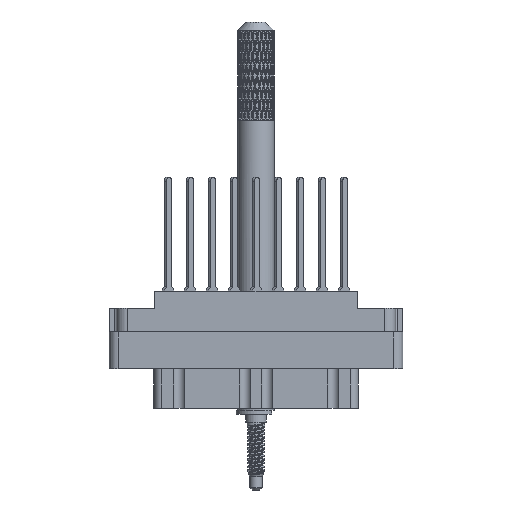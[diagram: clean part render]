
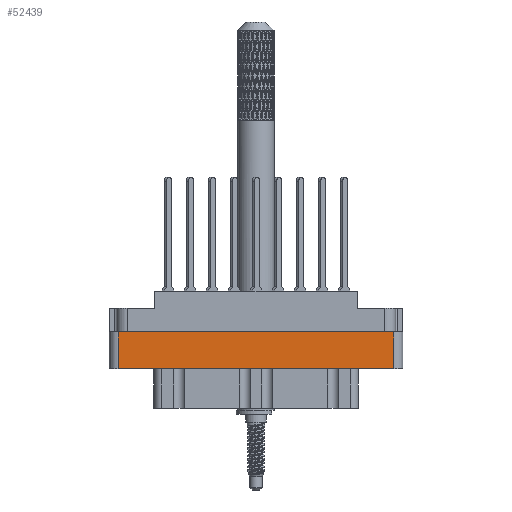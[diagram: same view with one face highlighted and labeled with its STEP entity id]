
A CAD part, front view. The second image highlights one B-rep face of the part: STEP entity #52439.
In plain terms, the highlighted planar face has unit normal (0, -1, 0).
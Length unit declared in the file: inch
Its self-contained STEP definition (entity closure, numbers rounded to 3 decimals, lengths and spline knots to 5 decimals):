
#2221 = DIRECTION ( 'NONE',  ( 0., 0., 1. ) ) ;
#2401 = CARTESIAN_POINT ( 'NONE',  ( -0.938, -0.438, -0.529 ) ) ;
#9778 = PLANE ( 'NONE',  #62421 ) ;
#9814 = EDGE_CURVE ( 'NONE', #76671, #52546, #57487, .T. ) ;
#17804 = LINE ( 'NONE', #64837, #19957 ) ;
#19957 = VECTOR ( 'NONE', #80284, 39.37008 ) ;
#28265 = EDGE_CURVE ( 'NONE', #52546, #40601, #17804, .T. ) ;
#28883 = DIRECTION ( 'NONE',  ( 0., 0., -1. ) ) ;
#40488 = ORIENTED_EDGE ( 'NONE', *, *, #28265, .F. ) ;
#40601 = VERTEX_POINT ( 'NONE', #89349 ) ;
#42663 = VERTEX_POINT ( 'NONE', #82079 ) ;
#44956 = EDGE_CURVE ( 'NONE', #42663, #76671, #101030, .T. ) ;
#46791 = CARTESIAN_POINT ( 'NONE',  ( 0.938, -0.438, -0.529 ) ) ;
#50082 = FACE_OUTER_BOUND ( 'NONE', #53934, .T. ) ;
#52439 = ADVANCED_FACE ( 'NONE', ( #50082 ), #9778, .T. ) ;
#52546 = VERTEX_POINT ( 'NONE', #94434 ) ;
#53934 = EDGE_LOOP ( 'NONE', ( #101705, #88531, #86584, #40488 ) ) ;
#57487 = LINE ( 'NONE', #72989, #62254 ) ;
#59731 = VECTOR ( 'NONE', #64969, 39.37008 ) ;
#62254 = VECTOR ( 'NONE', #2221, 39.37008 ) ;
#62421 = AXIS2_PLACEMENT_3D ( 'NONE', #81571, #73817, #28883 ) ;
#62444 = VECTOR ( 'NONE', #78773, 39.37008 ) ;
#63925 = CARTESIAN_POINT ( 'NONE',  ( 0.938, -0.438, -0.798 ) ) ;
#64837 = CARTESIAN_POINT ( 'NONE',  ( -1., -0.438, -0.277 ) ) ;
#64969 = DIRECTION ( 'NONE',  ( 0., 0., 1. ) ) ;
#72989 = CARTESIAN_POINT ( 'NONE',  ( -0.938, -0.438, -0.798 ) ) ;
#73817 = DIRECTION ( 'NONE',  ( 0., -1., 0. ) ) ;
#76671 = VERTEX_POINT ( 'NONE', #2401 ) ;
#78773 = DIRECTION ( 'NONE',  ( -1., 0., 0. ) ) ;
#80284 = DIRECTION ( 'NONE',  ( 1., 0., 0. ) ) ;
#81571 = CARTESIAN_POINT ( 'NONE',  ( -0.938, -0.438, -0.798 ) ) ;
#82079 = CARTESIAN_POINT ( 'NONE',  ( 0.938, -0.438, -0.529 ) ) ;
#86584 = ORIENTED_EDGE ( 'NONE', *, *, #93569, .T. ) ;
#86645 = LINE ( 'NONE', #63925, #59731 ) ;
#88531 = ORIENTED_EDGE ( 'NONE', *, *, #44956, .F. ) ;
#89349 = CARTESIAN_POINT ( 'NONE',  ( 0.938, -0.438, -0.277 ) ) ;
#93569 = EDGE_CURVE ( 'NONE', #42663, #40601, #86645, .T. ) ;
#94434 = CARTESIAN_POINT ( 'NONE',  ( -0.938, -0.438, -0.277 ) ) ;
#101030 = LINE ( 'NONE', #46791, #62444 ) ;
#101705 = ORIENTED_EDGE ( 'NONE', *, *, #9814, .F. ) ;
